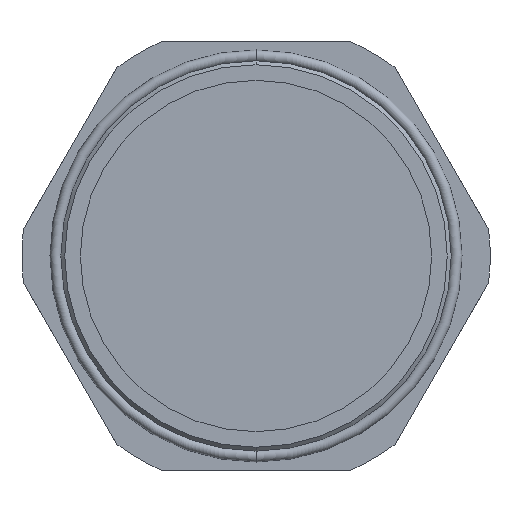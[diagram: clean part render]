
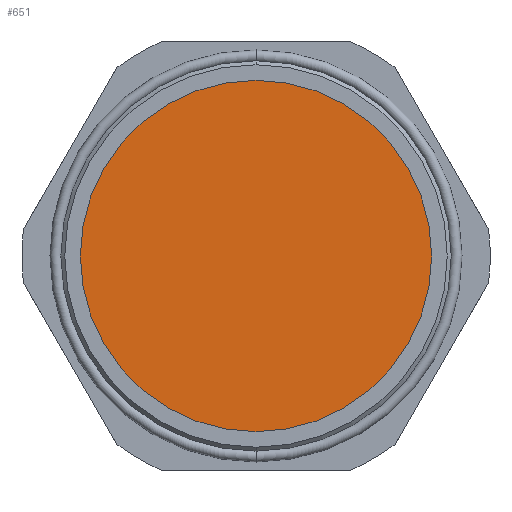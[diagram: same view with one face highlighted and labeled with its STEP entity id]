
A CAD part, front view. The second image highlights one B-rep face of the part: STEP entity #651.
In plain terms, the highlighted planar face has unit normal (0, -1, 0).
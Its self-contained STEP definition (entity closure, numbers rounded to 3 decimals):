
#109 = EDGE_LOOP ( 'NONE', ( #506, #499 ) ) ;
#207 = CARTESIAN_POINT ( 'NONE',  ( -22.5, -1.5, 0. ) ) ;
#208 = DIRECTION ( 'NONE',  ( 0., 1., 0. ) ) ;
#209 = DIRECTION ( 'NONE',  ( 0., 0., 1. ) ) ;
#416 = CARTESIAN_POINT ( 'NONE',  ( 0., -1.5, 0. ) ) ;
#417 = DIRECTION ( 'NONE',  ( 0., -1., 0. ) ) ;
#418 = DIRECTION ( 'NONE',  ( 0., 0., -1. ) ) ;
#453 = CARTESIAN_POINT ( 'NONE',  ( 0., -1.5, -22.5 ) ) ;
#471 = CARTESIAN_POINT ( 'NONE',  ( 0., -1.5, 22.5 ) ) ;
#499 = ORIENTED_EDGE ( 'NONE', *, *, #885, .T. ) ;
#506 = ORIENTED_EDGE ( 'NONE', *, *, #879, .T. ) ;
#626 = PLANE ( 'NONE',  #681 ) ;
#640 = AXIS2_PLACEMENT_3D ( 'NONE', #416, #417, #418 ) ;
#651 = ADVANCED_FACE ( 'NONE', ( #678 ), #626, .F. ) ;
#678 = FACE_OUTER_BOUND ( 'NONE', #109, .T. ) ;
#681 = AXIS2_PLACEMENT_3D ( 'NONE', #207, #208, #209 ) ;
#824 = CARTESIAN_POINT ( 'NONE',  ( 0., -1.5, 0. ) ) ;
#825 = DIRECTION ( 'NONE',  ( 0., -1., 0. ) ) ;
#826 = DIRECTION ( 'NONE',  ( 0., 0., -1. ) ) ;
#879 = EDGE_CURVE ( 'NONE', #968, #987, #936, .T. ) ;
#885 = EDGE_CURVE ( 'NONE', #987, #968, #940, .T. ) ;
#936 = CIRCLE ( 'NONE', #1054, 22.5 ) ;
#940 = CIRCLE ( 'NONE', #640, 22.5 ) ;
#968 = VERTEX_POINT ( 'NONE', #453 ) ;
#987 = VERTEX_POINT ( 'NONE', #471 ) ;
#1054 = AXIS2_PLACEMENT_3D ( 'NONE', #824, #825, #826 ) ;
